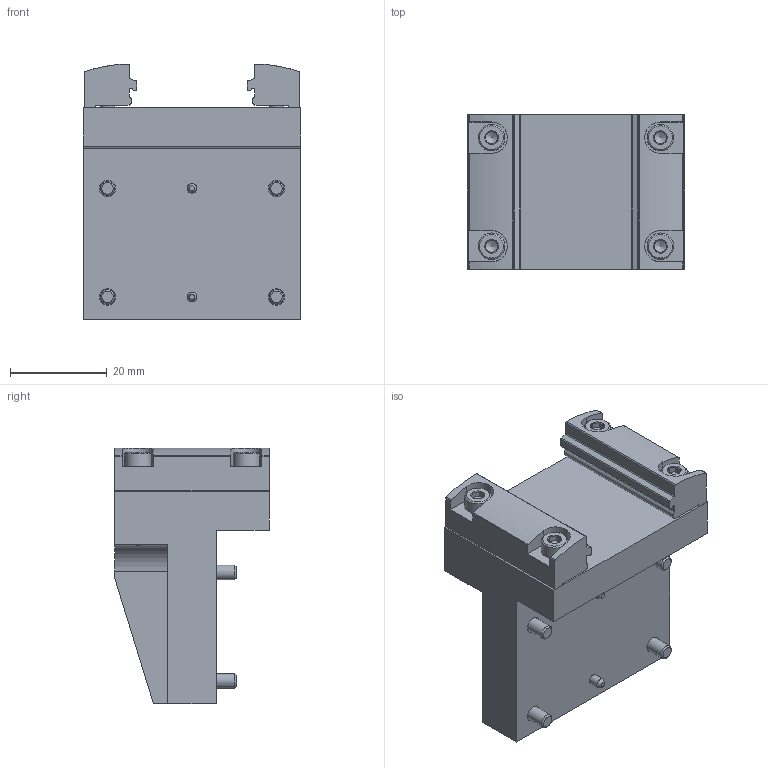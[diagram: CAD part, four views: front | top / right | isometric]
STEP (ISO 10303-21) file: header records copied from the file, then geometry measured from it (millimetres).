
FILE_DESCRIPTION(/* description */ ('STEP AP214'),/* implementation_level */ '2;1');
FILE_NAME(/* name */ '8066717_EHAA-D-L2-32-L2-25-AP',/* time_stamp */ '2024-08-27T15:13:56+02:00',/* author */ ('License CC BY-ND 4.0'),/* organization */ ('CADENAS'),/* preprocessor_version */ 'ST-DEVELOPER v19.3',/* originating_system */ 'PARTsolutions',/* authorisation */ ' ');
FILE_SCHEMA (('AUTOMOTIVE_DESIGN {1 0 10303 214 3 1 1}'));
Length unit declared in the file: millimetre
Products named in the file (5): 8066717 EHAA-D-L2-32-L2-25-AP; 5343461 EHAA-D-L2-32-L2-25-AP---(p); DIN-912 - M3x10(F); 4633284 EAHF-L2-25-P-D1---(c); 525273 ZBS-2
Assembly tree (13 placements, depth 2):
  8066717 EHAA-D-L2-32-L2-25-AP
    5343461 EHAA-D-L2-32-L2-25-AP---(p)
    DIN-912 - M3x10(F)  x8
    4633284 EAHF-L2-25-P-D1---(c)  x2
    525273 ZBS-2  x2
Bounding box: 45 x 32 x 53 mm (x, y, z)
Volume: 39743.1 mm3; surface area: 13958.3 mm2
Topology: 13 solids, 13 shells, 362 faces, 801 edges, 473 vertices
Faces by surface type: plane 187, cone 96, cylinder 79
Full cylindrical faces by diameter (mm): 2 x4, 2.459 x4, 3 x8, 3.4 x4, 5.5 x8, 6.5 x4
Entity records: 3600 total; most frequent: CARTESIAN_POINT 630, DIRECTION 623, ORIENTED_EDGE 522, EDGE_CURVE 261, AXIS2_PLACEMENT_3D 242, VERTEX_POINT 183, FACE_BOUND 170, EDGE_LOOP 169
